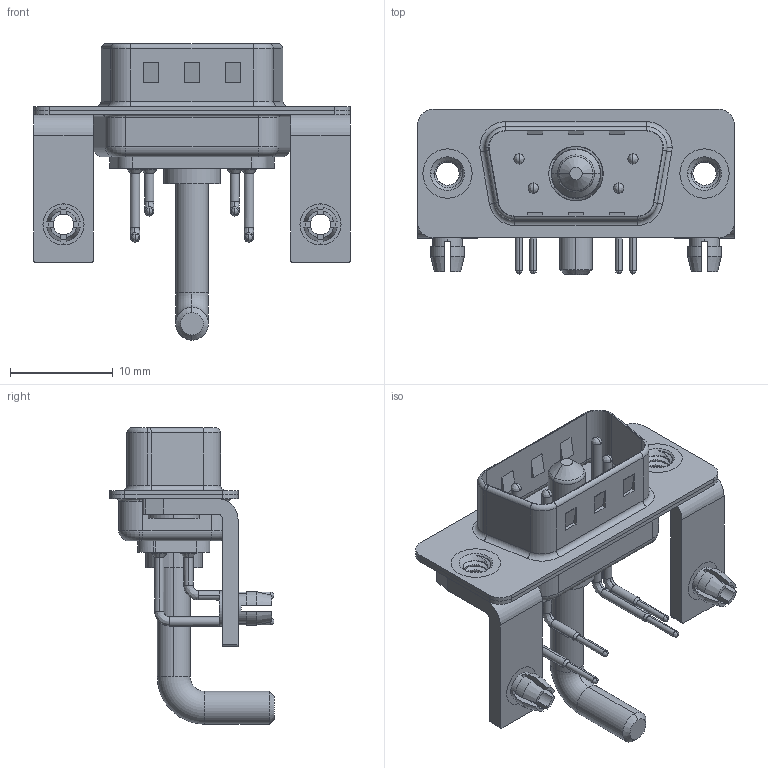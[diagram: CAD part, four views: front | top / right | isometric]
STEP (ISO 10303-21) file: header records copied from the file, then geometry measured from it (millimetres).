
FILE_DESCRIPTION (( 'STEP AP203' ), '1' );
FILE_NAME ('629-5W1-250-3T3.STEP', '2022-05-04T14:40:46', ( '' ), ( '' ), 'SwSTEP 2.0', 'SolidWorks 2020', '' );
FILE_SCHEMA (( 'CONFIG_CONTROL_DESIGN' ));
Length unit declared in the file: millimetre
Products named in the file (10): 629Combo Contact Row 1; 629Combo Contact Row 2; 629Combo Stabilizer Bracket; 629-5W1-250-3T3; 629Combo Threaded Rivet_3; 629Combo Shell Rear_09 Contacts; 629Combo Shell Front_09 Contacts; 629Combo Housing_5W1; 629Combo Board Lock; Power Pin_Ext 30A RA
Assembly tree (14 placements, depth 2):
  629-5W1-250-3T3
    629Combo Housing_5W1
    629Combo Shell Rear_09 Contacts
    629Combo Shell Front_09 Contacts
    629Combo Threaded Rivet_3  x2
    629Combo Stabilizer Bracket  x2
    629Combo Board Lock  x2
    Power Pin_Ext 30A RA
    629Combo Contact Row 1  x2
    629Combo Contact Row 2  x2
Bounding box: 30.8 x 16.05 x 28.83 mm (x, y, z)
Volume: 1866.7 mm3; surface area: 4658.9 mm2
Topology: 15 solids, 15 shells, 919 faces, 2443 edges, 1572 vertices
Faces by surface type: plane 441, cylinder 344, torus 54, cone 49, bspline 31
Entity records: 21676 total; most frequent: CARTESIAN_POINT 4984, DIRECTION 3375, ORIENTED_EDGE 3182, EDGE_CURVE 1591, AXIS2_PLACEMENT_3D 1220, VERTEX_POINT 1023, LINE 935, VECTOR 935
